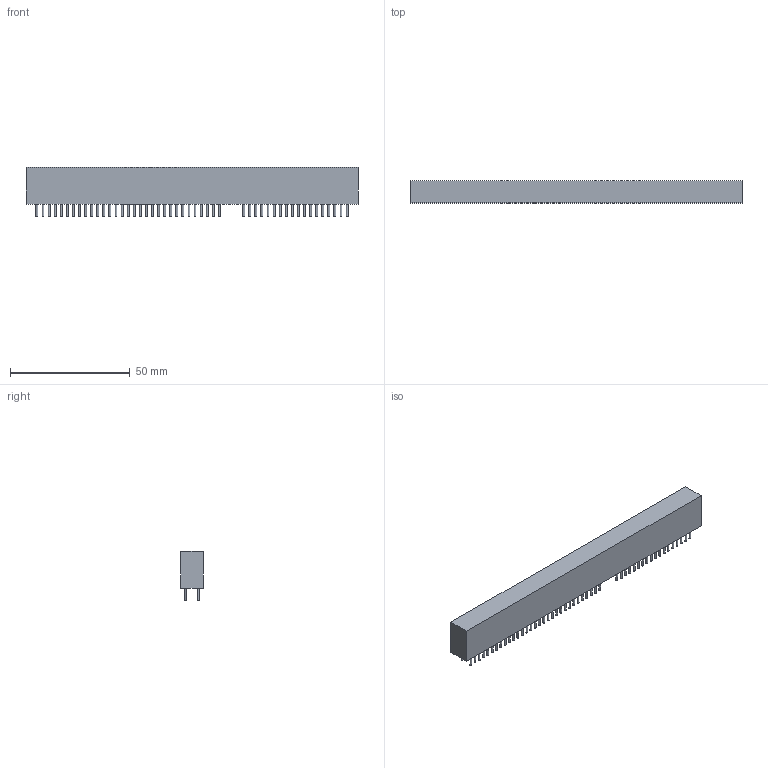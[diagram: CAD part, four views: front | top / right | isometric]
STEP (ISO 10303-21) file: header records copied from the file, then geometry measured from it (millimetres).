
FILE_DESCRIPTION(('FreeCAD Model'),'2;1');
FILE_NAME('276980.2.4.stp','2023-07-31T06:24:12',( 'Author'),(''),'Open CASCADE STEP processor 6.9','FreeCAD','Unknown' );
FILE_SCHEMA(('AUTOMOTIVE_DESIGN { 1 0 10303 214 1 1 1 1 }'));
Length unit declared in the file: millimetre
Products named in the file (3): ASSEMBLY; Body; Leads
Assembly tree (2 placements, depth 2):
  ASSEMBLY
    Body
    Leads
Bounding box: 138.68 x 9.2 x 20.5 mm (x, y, z)
Volume: 19899.4 mm3; surface area: 8461.1 mm2
Topology: 99 solids, 99 shells, 300 faces, 306 edges, 204 vertices
Faces by surface type: plane 202, cylinder 98
Full cylindrical faces by diameter (mm): 0.8 x98
Entity records: 10269 total; most frequent: DIRECTION 1720, CARTESIAN_POINT 1425, ORIENTED_EDGE 612, PCURVE 612, DEFINITIONAL_REPRESENTATION 612, LINE 526, VECTOR 526, AXIS2_PLACEMENT_3D 499
